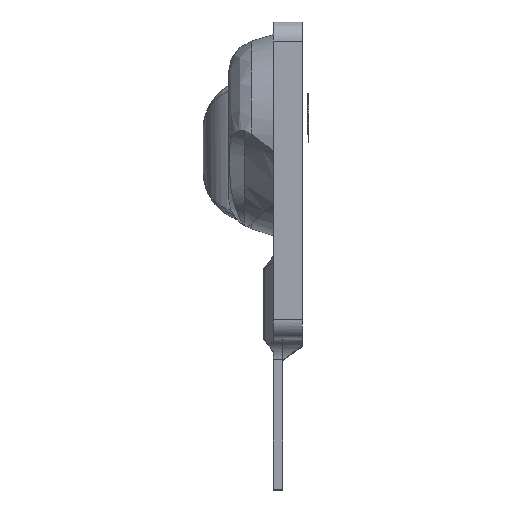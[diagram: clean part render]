
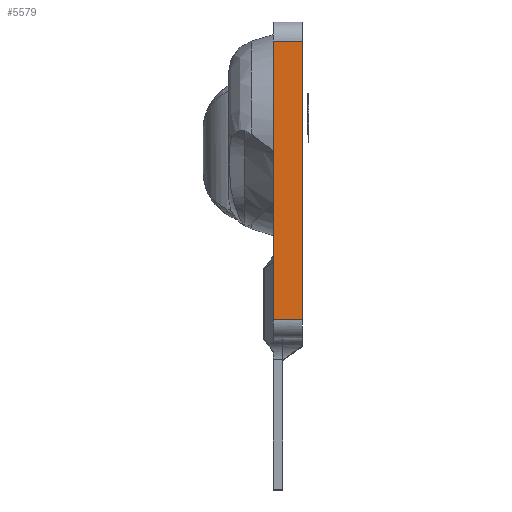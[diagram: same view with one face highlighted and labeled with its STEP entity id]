
A CAD part, top view. The second image highlights one B-rep face of the part: STEP entity #5579.
In plain terms, the highlighted planar face has unit normal (0, 0, 1).
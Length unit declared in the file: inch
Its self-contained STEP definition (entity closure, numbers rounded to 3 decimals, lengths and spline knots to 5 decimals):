
#29 = VECTOR ( 'NONE', #10415, 39.37008 ) ;
#450 = VERTEX_POINT ( 'NONE', #5235 ) ;
#728 = EDGE_CURVE ( 'NONE', #9280, #450, #6692, .T. ) ;
#1015 = CARTESIAN_POINT ( 'NONE',  ( 0.4397, 1.16384, 0.16999 ) ) ;
#1250 = VECTOR ( 'NONE', #3823, 39.37008 ) ;
#1699 = EDGE_CURVE ( 'NONE', #9280, #3816, #9710, .T. ) ;
#2271 = FACE_OUTER_BOUND ( 'NONE', #10683, .T. ) ;
#2688 = CARTESIAN_POINT ( 'NONE',  ( 0.48519, 1.16384, 0.16999 ) ) ;
#2814 = CARTESIAN_POINT ( 'NONE',  ( 0.48519, 1.63384, 0.16999 ) ) ;
#3816 = VERTEX_POINT ( 'NONE', #2688 ) ;
#3823 = DIRECTION ( 'NONE',  ( 1., 0., 0. ) ) ;
#3954 = DIRECTION ( 'NONE',  ( 0., 0., 1. ) ) ;
#3978 = DIRECTION ( 'NONE',  ( 1., 0., 0. ) ) ;
#4798 = EDGE_CURVE ( 'NONE', #9019, #3816, #4930, .T. ) ;
#4867 = VECTOR ( 'NONE', #8918, 39.37008 ) ;
#4930 = LINE ( 'NONE', #2814, #4867 ) ;
#5235 = CARTESIAN_POINT ( 'NONE',  ( 0.4397, 0.72884, 0.16999 ) ) ;
#5458 = ORIENTED_EDGE ( 'NONE', *, *, #6749, .T. ) ;
#5579 = ADVANCED_FACE ( 'NONE', ( #2271 ), #5644, .T. ) ;
#5619 = ORIENTED_EDGE ( 'NONE', *, *, #4798, .T. ) ;
#5644 = PLANE ( 'NONE',  #6532 ) ;
#5994 = ORIENTED_EDGE ( 'NONE', *, *, #728, .T. ) ;
#6133 = VECTOR ( 'NONE', #3978, 39.37008 ) ;
#6454 = CARTESIAN_POINT ( 'NONE',  ( 0.9697, 1.16384, 0.16999 ) ) ;
#6532 = AXIS2_PLACEMENT_3D ( 'NONE', #9209, #3954, #10112 ) ;
#6692 = LINE ( 'NONE', #8625, #29 ) ;
#6749 = EDGE_CURVE ( 'NONE', #450, #9019, #7225, .T. ) ;
#6803 = ORIENTED_EDGE ( 'NONE', *, *, #1699, .F. ) ;
#7225 = LINE ( 'NONE', #9230, #6133 ) ;
#7583 = CARTESIAN_POINT ( 'NONE',  ( 0.48519, 0.72884, 0.16999 ) ) ;
#8625 = CARTESIAN_POINT ( 'NONE',  ( 0.4397, 1.63384, 0.16999 ) ) ;
#8918 = DIRECTION ( 'NONE',  ( 0., 1., 0. ) ) ;
#9019 = VERTEX_POINT ( 'NONE', #7583 ) ;
#9209 = CARTESIAN_POINT ( 'NONE',  ( 0.9697, 1.63384, 0.16999 ) ) ;
#9230 = CARTESIAN_POINT ( 'NONE',  ( 0.9697, 0.72884, 0.16999 ) ) ;
#9280 = VERTEX_POINT ( 'NONE', #1015 ) ;
#9710 = LINE ( 'NONE', #6454, #1250 ) ;
#10112 = DIRECTION ( 'NONE',  ( 1., 0., 0. ) ) ;
#10415 = DIRECTION ( 'NONE',  ( 0., -1., 0. ) ) ;
#10683 = EDGE_LOOP ( 'NONE', ( #5619, #6803, #5994, #5458 ) ) ;
